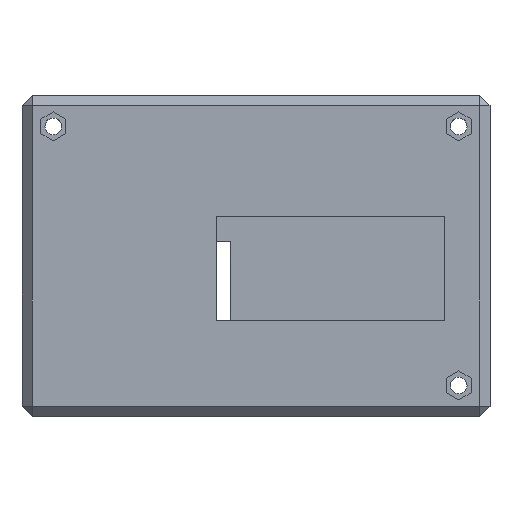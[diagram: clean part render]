
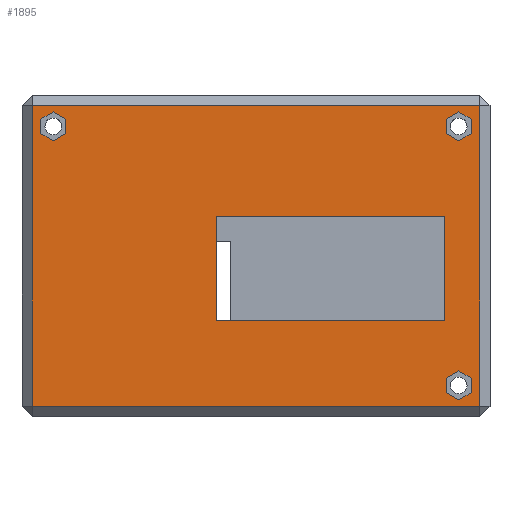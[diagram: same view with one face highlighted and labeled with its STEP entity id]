
A CAD part, top view. The second image highlights one B-rep face of the part: STEP entity #1895.
In plain terms, the highlighted planar face has unit normal (0, 0, 1).
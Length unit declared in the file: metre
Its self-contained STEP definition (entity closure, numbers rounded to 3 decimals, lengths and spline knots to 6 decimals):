
#127=LINE('',#2862,#360);
#128=LINE('',#2865,#361);
#129=LINE('',#2867,#362);
#130=LINE('',#2869,#363);
#131=LINE('',#2871,#364);
#132=LINE('',#2873,#365);
#133=LINE('',#2874,#366);
#134=LINE('',#2877,#367);
#135=LINE('',#2879,#368);
#136=LINE('',#2881,#369);
#137=LINE('',#2883,#370);
#138=LINE('',#2885,#371);
#139=LINE('',#2886,#372);
#140=LINE('',#2889,#373);
#141=LINE('',#2891,#374);
#142=LINE('',#2893,#375);
#143=LINE('',#2895,#376);
#144=LINE('',#2897,#377);
#145=LINE('',#2898,#378);
#146=LINE('',#2901,#379);
#147=LINE('',#2903,#380);
#148=LINE('',#2905,#381);
#149=LINE('',#2906,#382);
#150=LINE('',#2909,#383);
#151=LINE('',#2911,#384);
#152=LINE('',#2913,#385);
#360=VECTOR('',#2340,1.);
#361=VECTOR('',#2341,1.);
#362=VECTOR('',#2342,1.);
#363=VECTOR('',#2343,1.);
#364=VECTOR('',#2344,1.);
#365=VECTOR('',#2345,1.);
#366=VECTOR('',#2346,1.);
#367=VECTOR('',#2347,1.);
#368=VECTOR('',#2348,1.);
#369=VECTOR('',#2349,1.);
#370=VECTOR('',#2350,1.);
#371=VECTOR('',#2351,1.);
#372=VECTOR('',#2352,1.);
#373=VECTOR('',#2353,1.);
#374=VECTOR('',#2354,1.);
#375=VECTOR('',#2355,1.);
#376=VECTOR('',#2356,1.);
#377=VECTOR('',#2357,1.);
#378=VECTOR('',#2358,1.);
#379=VECTOR('',#2359,1.);
#380=VECTOR('',#2360,1.);
#381=VECTOR('',#2361,1.);
#382=VECTOR('',#2362,1.);
#383=VECTOR('',#2363,1.);
#384=VECTOR('',#2364,1.);
#385=VECTOR('',#2365,1.);
#716=ORIENTED_EDGE('',*,*,#1127,.F.);
#717=ORIENTED_EDGE('',*,*,#1128,.F.);
#718=ORIENTED_EDGE('',*,*,#1129,.F.);
#719=ORIENTED_EDGE('',*,*,#1130,.F.);
#720=ORIENTED_EDGE('',*,*,#1131,.F.);
#721=ORIENTED_EDGE('',*,*,#1132,.F.);
#722=ORIENTED_EDGE('',*,*,#1133,.F.);
#723=ORIENTED_EDGE('',*,*,#1134,.F.);
#724=ORIENTED_EDGE('',*,*,#1135,.F.);
#725=ORIENTED_EDGE('',*,*,#1136,.F.);
#726=ORIENTED_EDGE('',*,*,#1137,.F.);
#727=ORIENTED_EDGE('',*,*,#1138,.F.);
#728=ORIENTED_EDGE('',*,*,#1139,.F.);
#729=ORIENTED_EDGE('',*,*,#1140,.F.);
#730=ORIENTED_EDGE('',*,*,#1141,.F.);
#731=ORIENTED_EDGE('',*,*,#1142,.F.);
#732=ORIENTED_EDGE('',*,*,#1143,.F.);
#733=ORIENTED_EDGE('',*,*,#1144,.F.);
#734=ORIENTED_EDGE('',*,*,#1145,.T.);
#735=ORIENTED_EDGE('',*,*,#1146,.T.);
#736=ORIENTED_EDGE('',*,*,#1147,.T.);
#737=ORIENTED_EDGE('',*,*,#1148,.T.);
#738=ORIENTED_EDGE('',*,*,#1149,.T.);
#739=ORIENTED_EDGE('',*,*,#1150,.F.);
#740=ORIENTED_EDGE('',*,*,#1151,.F.);
#741=ORIENTED_EDGE('',*,*,#1152,.T.);
#1127=EDGE_CURVE('',#1352,#1353,#127,.T.);
#1128=EDGE_CURVE('',#1354,#1352,#128,.T.);
#1129=EDGE_CURVE('',#1355,#1354,#129,.T.);
#1130=EDGE_CURVE('',#1356,#1355,#130,.T.);
#1131=EDGE_CURVE('',#1357,#1356,#131,.T.);
#1132=EDGE_CURVE('',#1353,#1357,#132,.T.);
#1133=EDGE_CURVE('',#1358,#1359,#133,.T.);
#1134=EDGE_CURVE('',#1360,#1358,#134,.T.);
#1135=EDGE_CURVE('',#1361,#1360,#135,.T.);
#1136=EDGE_CURVE('',#1362,#1361,#136,.T.);
#1137=EDGE_CURVE('',#1363,#1362,#137,.T.);
#1138=EDGE_CURVE('',#1359,#1363,#138,.T.);
#1139=EDGE_CURVE('',#1364,#1365,#139,.T.);
#1140=EDGE_CURVE('',#1366,#1364,#140,.T.);
#1141=EDGE_CURVE('',#1367,#1366,#141,.T.);
#1142=EDGE_CURVE('',#1368,#1367,#142,.T.);
#1143=EDGE_CURVE('',#1369,#1368,#143,.T.);
#1144=EDGE_CURVE('',#1365,#1369,#144,.T.);
#1145=EDGE_CURVE('',#1370,#1371,#145,.T.);
#1146=EDGE_CURVE('',#1371,#1372,#146,.T.);
#1147=EDGE_CURVE('',#1372,#1373,#147,.T.);
#1148=EDGE_CURVE('',#1373,#1370,#148,.T.);
#1149=EDGE_CURVE('',#1374,#1375,#149,.F.);
#1150=EDGE_CURVE('',#1376,#1375,#150,.F.);
#1151=EDGE_CURVE('',#1377,#1376,#151,.T.);
#1152=EDGE_CURVE('',#1377,#1374,#152,.F.);
#1352=VERTEX_POINT('',#2863);
#1353=VERTEX_POINT('',#2864);
#1354=VERTEX_POINT('',#2866);
#1355=VERTEX_POINT('',#2868);
#1356=VERTEX_POINT('',#2870);
#1357=VERTEX_POINT('',#2872);
#1358=VERTEX_POINT('',#2875);
#1359=VERTEX_POINT('',#2876);
#1360=VERTEX_POINT('',#2878);
#1361=VERTEX_POINT('',#2880);
#1362=VERTEX_POINT('',#2882);
#1363=VERTEX_POINT('',#2884);
#1364=VERTEX_POINT('',#2887);
#1365=VERTEX_POINT('',#2888);
#1366=VERTEX_POINT('',#2890);
#1367=VERTEX_POINT('',#2892);
#1368=VERTEX_POINT('',#2894);
#1369=VERTEX_POINT('',#2896);
#1370=VERTEX_POINT('',#2899);
#1371=VERTEX_POINT('',#2900);
#1372=VERTEX_POINT('',#2902);
#1373=VERTEX_POINT('',#2904);
#1374=VERTEX_POINT('',#2907);
#1375=VERTEX_POINT('',#2908);
#1376=VERTEX_POINT('',#2910);
#1377=VERTEX_POINT('',#2912);
#1540=EDGE_LOOP('',(#716,#717,#718,#719,#720,#721));
#1541=EDGE_LOOP('',(#722,#723,#724,#725,#726,#727));
#1542=EDGE_LOOP('',(#728,#729,#730,#731,#732,#733));
#1543=EDGE_LOOP('',(#734,#735,#736,#737));
#1544=EDGE_LOOP('',(#738,#739,#740,#741));
#1678=FACE_BOUND('',#1540,.T.);
#1679=FACE_BOUND('',#1541,.T.);
#1680=FACE_BOUND('',#1542,.T.);
#1681=FACE_BOUND('',#1543,.T.);
#1682=FACE_BOUND('',#1544,.T.);
#1795=PLANE('',#2040);
#1895=ADVANCED_FACE('',(#1678,#1679,#1680,#1681,#1682),#1795,.T.);
#2040=AXIS2_PLACEMENT_3D('',#2861,#2338,#2339);
#2338=DIRECTION('',(0.,0.,1.));
#2339=DIRECTION('',(1.,0.,0.));
#2340=DIRECTION('',(0.866,0.5,0.));
#2341=DIRECTION('',(0.866,-0.5,0.));
#2342=DIRECTION('',(0.,-1.,0.));
#2343=DIRECTION('',(-0.866,-0.5,0.));
#2344=DIRECTION('',(-0.866,0.5,0.));
#2345=DIRECTION('',(0.,1.,0.));
#2346=DIRECTION('',(0.866,0.5,0.));
#2347=DIRECTION('',(0.866,-0.5,0.));
#2348=DIRECTION('',(0.,-1.,0.));
#2349=DIRECTION('',(-0.866,-0.5,0.));
#2350=DIRECTION('',(-0.866,0.5,0.));
#2351=DIRECTION('',(0.,1.,0.));
#2352=DIRECTION('',(0.866,0.5,0.));
#2353=DIRECTION('',(0.866,-0.5,0.));
#2354=DIRECTION('',(0.,-1.,0.));
#2355=DIRECTION('',(-0.866,-0.5,0.));
#2356=DIRECTION('',(-0.866,0.5,0.));
#2357=DIRECTION('',(0.,1.,0.));
#2358=DIRECTION('',(0.,1.,0.));
#2359=DIRECTION('',(-1.,0.,0.));
#2360=DIRECTION('',(0.,-1.,0.));
#2361=DIRECTION('',(1.,0.,0.));
#2362=DIRECTION('',(0.,-1.,0.));
#2363=DIRECTION('',(1.,0.,0.));
#2364=DIRECTION('',(0.,1.,0.));
#2365=DIRECTION('',(1.,0.,0.));
#2861=CARTESIAN_POINT('',(0.019,-0.003,0.01));
#2862=CARTESIAN_POINT('',(-0.047,0.028402,0.01));
#2863=CARTESIAN_POINT('',(-0.0485,0.027536,0.01));
#2864=CARTESIAN_POINT('',(-0.0455,0.029268,0.01));
#2865=CARTESIAN_POINT('',(-0.05,0.028402,0.01));
#2866=CARTESIAN_POINT('',(-0.0515,0.029268,0.01));
#2867=CARTESIAN_POINT('',(-0.0515,0.031,0.01));
#2868=CARTESIAN_POINT('',(-0.0515,0.032732,0.01));
#2869=CARTESIAN_POINT('',(-0.05,0.033598,0.01));
#2870=CARTESIAN_POINT('',(-0.0485,0.034464,0.01));
#2871=CARTESIAN_POINT('',(-0.047,0.033598,0.01));
#2872=CARTESIAN_POINT('',(-0.0455,0.032732,0.01));
#2873=CARTESIAN_POINT('',(-0.0455,0.031,0.01));
#2874=CARTESIAN_POINT('',(0.05,0.028402,0.01));
#2875=CARTESIAN_POINT('',(0.0485,0.027536,0.01));
#2876=CARTESIAN_POINT('',(0.0515,0.029268,0.01));
#2877=CARTESIAN_POINT('',(0.047,0.028402,0.01));
#2878=CARTESIAN_POINT('',(0.0455,0.029268,0.01));
#2879=CARTESIAN_POINT('',(0.0455,0.031,0.01));
#2880=CARTESIAN_POINT('',(0.0455,0.032732,0.01));
#2881=CARTESIAN_POINT('',(0.047,0.033598,0.01));
#2882=CARTESIAN_POINT('',(0.0485,0.034464,0.01));
#2883=CARTESIAN_POINT('',(0.05,0.033598,0.01));
#2884=CARTESIAN_POINT('',(0.0515,0.032732,0.01));
#2885=CARTESIAN_POINT('',(0.0515,0.031,0.01));
#2886=CARTESIAN_POINT('',(0.05,-0.033598,0.01));
#2887=CARTESIAN_POINT('',(0.0485,-0.034464,0.01));
#2888=CARTESIAN_POINT('',(0.0515,-0.032732,0.01));
#2889=CARTESIAN_POINT('',(0.047,-0.033598,0.01));
#2890=CARTESIAN_POINT('',(0.0455,-0.032732,0.01));
#2891=CARTESIAN_POINT('',(0.0455,-0.031,0.01));
#2892=CARTESIAN_POINT('',(0.0455,-0.029268,0.01));
#2893=CARTESIAN_POINT('',(0.047,-0.028402,0.01));
#2894=CARTESIAN_POINT('',(0.0485,-0.027536,0.01));
#2895=CARTESIAN_POINT('',(0.05,-0.028402,0.01));
#2896=CARTESIAN_POINT('',(0.0515,-0.029268,0.01));
#2897=CARTESIAN_POINT('',(0.0515,-0.031,0.01));
#2898=CARTESIAN_POINT('',(0.0535,-0.003,0.01));
#2899=CARTESIAN_POINT('',(0.0535,-0.036,0.01));
#2900=CARTESIAN_POINT('',(0.0535,0.036,0.01));
#2901=CARTESIAN_POINT('',(-0.056,0.036,0.01));
#2902=CARTESIAN_POINT('',(-0.0535,0.036,0.01));
#2903=CARTESIAN_POINT('',(-0.0535,-0.0385,0.01));
#2904=CARTESIAN_POINT('',(-0.0535,-0.036,0.01));
#2905=CARTESIAN_POINT('',(0.019,-0.036,0.01));
#2906=CARTESIAN_POINT('',(-0.0095,-0.003,0.01));
#2907=CARTESIAN_POINT('',(-0.0095,-0.0155,0.01));
#2908=CARTESIAN_POINT('',(-0.0095,0.0095,0.01));
#2909=CARTESIAN_POINT('',(0.019,0.0095,0.01));
#2910=CARTESIAN_POINT('',(0.045,0.0095,0.01));
#2911=CARTESIAN_POINT('',(0.045,-0.003,0.01));
#2912=CARTESIAN_POINT('',(0.045,-0.0155,0.01));
#2913=CARTESIAN_POINT('',(0.019,-0.0155,0.01));
